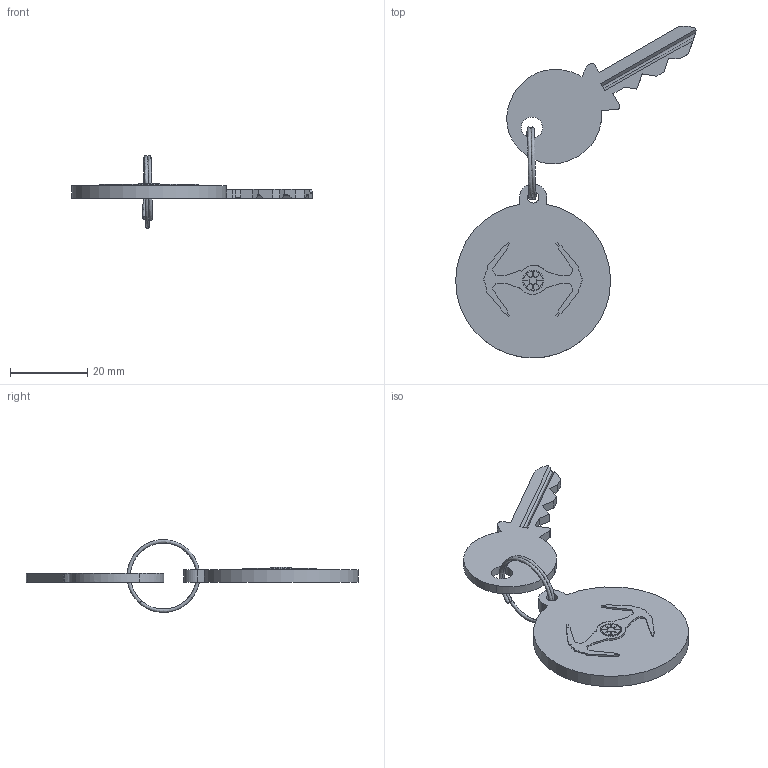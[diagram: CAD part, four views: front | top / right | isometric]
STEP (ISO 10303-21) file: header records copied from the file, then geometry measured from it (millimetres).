
FILE_DESCRIPTION(('FreeCAD Model'),'2;1');
FILE_NAME('tie-in-keychain.stp' ,'2015-10-01T19:10:25',('Author'),(''), 'Open CASCADE STEP processor 6.8','FreeCAD','Unknown');
FILE_SCHEMA(('AUTOMOTIVE_DESIGN_CC2 { 1 2 10303 214 -1 1 5 4 }'));
Length unit declared in the file: millimetre
Products named in the file (4): Full_Ship; drill; key-model-1; key-ring-model-1
Bounding box: 62.15 x 85.73 x 18.79 mm (x, y, z)
Volume: 5813.7 mm3; surface area: 5454.1 mm2
Topology: 4 solids, 4 shells, 211 faces, 578 edges, 385 vertices
Faces by surface type: plane 155, extrusion 38, cylinder 16, bspline 2
Full cylindrical faces by diameter (mm): 3 x1, 5.405 x1, 5.5 x1
Entity records: 16828 total; most frequent: CARTESIAN_POINT 5537, DIRECTION 1886, VECTOR 1477, LINE 1439, ORIENTED_EDGE 1156, PCURVE 1156, DEFINITIONAL_REPRESENTATION 1156, EDGE_CURVE 578
